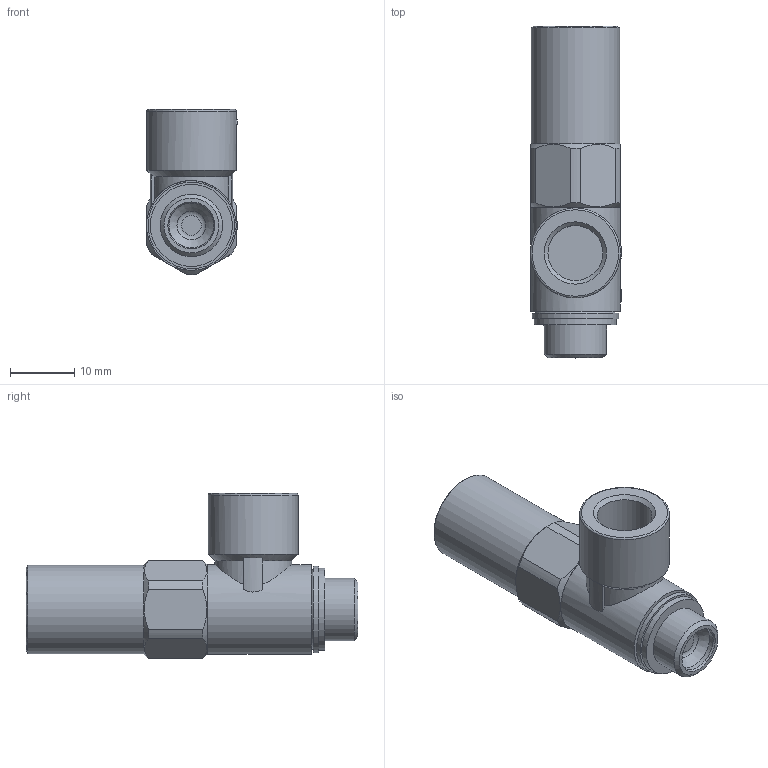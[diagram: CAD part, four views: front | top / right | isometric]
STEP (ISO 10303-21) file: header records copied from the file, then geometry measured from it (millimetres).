
FILE_DESCRIPTION(/* description */ ('STEP AP214'),/* implementation_level */ '2;1');
FILE_NAME(/* name */ '543253_HGL-1_8-1_8-B',/* time_stamp */ '2024-08-21T09:28:39+02:00',/* author */ ('License CC BY-ND 4.0'),/* organization */ ('CADENAS'),/* preprocessor_version */ 'ST-DEVELOPER v19.3',/* originating_system */ 'PARTsolutions',/* authorisation */ ' ');
FILE_SCHEMA (('AUTOMOTIVE_DESIGN {1 0 10303 214 3 1 1}'));
Length unit declared in the file: millimetre
Products named in the file (1): 543253 HGL-1/8-1/8-B
Bounding box: 14.2 x 51.8 x 25.76 mm (x, y, z)
Volume: 7881.7 mm3; surface area: 3839.9 mm2
Topology: 1 solids, 1 shells, 83 faces, 201 edges, 131 vertices
Faces by surface type: plane 48, cylinder 23, cone 9, torus 3
Full cylindrical faces by diameter (mm): 7 x1, 8.566 x2, 9.728 x1, 12.8 x1, 13.5 x1, 13.8 x1, 14 x2
Entity records: 2294 total; most frequent: CARTESIAN_POINT 482, DIRECTION 372, ORIENTED_EDGE 334, EDGE_CURVE 167, AXIS2_PLACEMENT_3D 145, VERTEX_POINT 121, EDGE_LOOP 114, FACE_BOUND 114
